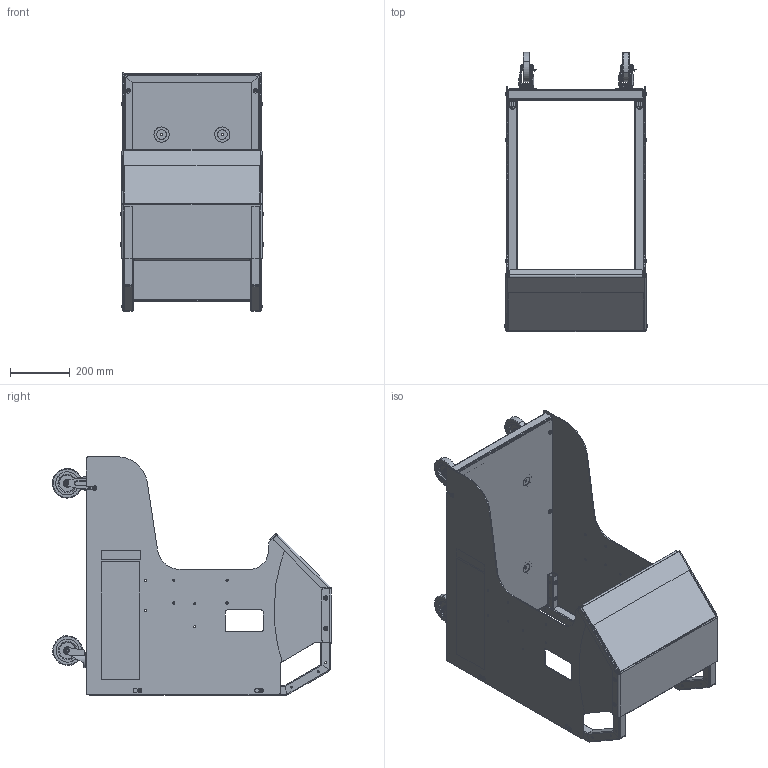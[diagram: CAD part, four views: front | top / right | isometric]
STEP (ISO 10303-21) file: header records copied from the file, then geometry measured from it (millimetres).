
FILE_DESCRIPTION((''),'2;1');
FILE_NAME('ILC62559500','2020-02-04T',('Mjust'),(''),'PRO/ENGINEER BY PARAMETRIC TECHNOLOGY CORPORATION, 2017170','PRO/ENGINEER BY PARAMETRIC TECHNOLOGY CORPORATION, 2017170','');
FILE_SCHEMA(('AUTOMOTIVE_DESIGN { 1 0 10303 214 1 1 1 1 }'));
Products named in the file (1): ILC62559500
Bounding box: 479.69 x 932.45 x 797.23 mm (x, y, z)
Surface area: 4421027.9 mm2 (no closed solid volume)
Topology: 0 solids, 155 shells, 1175 faces, 4543 edges, 3479 vertices
Faces by surface type: plane 505, cylinder 362, torus 179, bspline 66, cone 57, sphere 6
Entity records: 60999 total; most frequent: CARTESIAN_POINT 20002, DIRECTION 6788, ORIENTED_EDGE 6685, EDGE_CURVE 4523, VERTEX_POINT 3513, AXIS2_PLACEMENT_3D 2481, VECTOR 1826, LINE 1826
